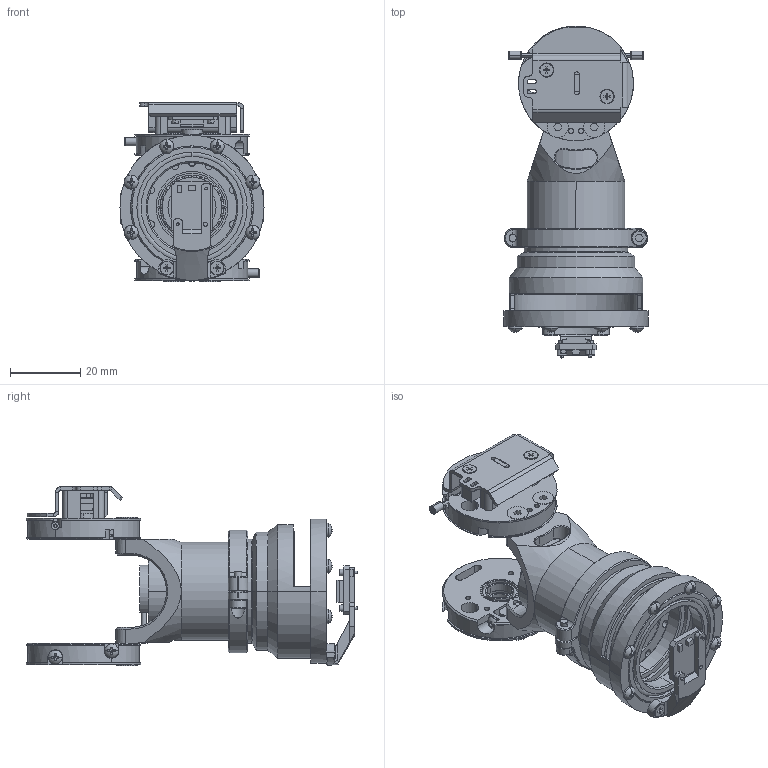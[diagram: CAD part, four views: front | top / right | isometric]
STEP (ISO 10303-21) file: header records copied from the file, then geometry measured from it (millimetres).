
FILE_DESCRIPTION((''),'2;1');
FILE_NAME('SIM_HEAD_NECK_3_ROLL','2021-09-21T15:59:01',('silo-mech'),(''),'CREO PARAMETRIC BY PTC INC, 2020454','CREO PARAMETRIC BY PTC INC, 2020454','');
FILE_SCHEMA(('CONFIG_CONTROL_DESIGN'));
Products named in the file (1): SIM_HEAD_NECK_3_ROLL
Bounding box: 41 x 94.42 x 51.1 mm (x, y, z)
Volume: 41656.2 mm3; surface area: 34846.2 mm2
Topology: 32 solids, 32 shells, 1693 faces, 4272 edges, 2672 vertices
Faces by surface type: plane 747, cylinder 556, cone 241, sphere 66, torus 58, bspline 25
Entity records: 57625 total; most frequent: CARTESIAN_POINT 16514, DIRECTION 8897, ORIENTED_EDGE 8356, EDGE_CURVE 4178, AXIS2_PLACEMENT_3D 3376, VERTEX_POINT 2672, VECTOR 2145, LINE 2145
